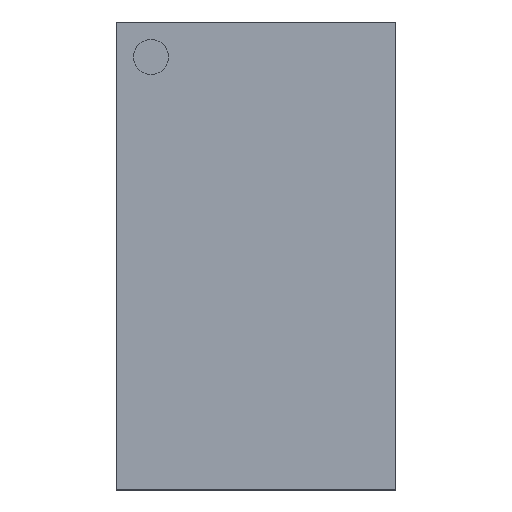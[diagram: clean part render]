
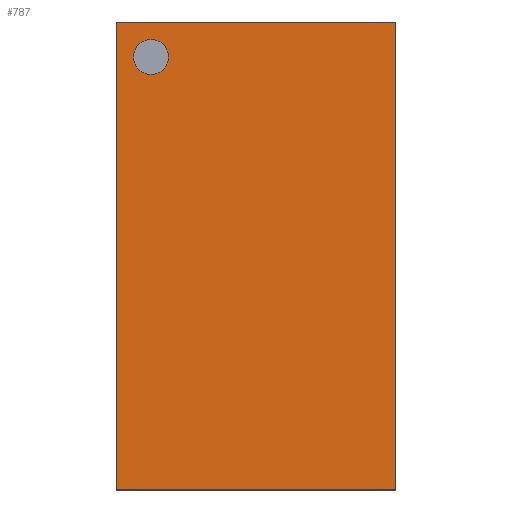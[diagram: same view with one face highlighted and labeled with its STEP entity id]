
A CAD part, top view. The second image highlights one B-rep face of the part: STEP entity #787.
In plain terms, the highlighted planar face has unit normal (0, 0, 1).
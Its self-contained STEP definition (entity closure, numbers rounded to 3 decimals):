
#598 = VERTEX_POINT('',#599);
#599 = CARTESIAN_POINT('',(-1.088,-1.818,0.492));
#606 = PLANE('',#607);
#607 = AXIS2_PLACEMENT_3D('',#608,#609,#610);
#608 = CARTESIAN_POINT('',(-1.088,-1.818,0.21));
#609 = DIRECTION('',(1.,0.,0.));
#610 = DIRECTION('',(0.,0.,1.));
#618 = PLANE('',#619);
#619 = AXIS2_PLACEMENT_3D('',#620,#621,#622);
#620 = CARTESIAN_POINT('',(-1.088,-1.818,0.21));
#621 = DIRECTION('',(0.,1.,0.));
#622 = DIRECTION('',(0.,0.,1.));
#659 = VERTEX_POINT('',#660);
#660 = CARTESIAN_POINT('',(-1.088,1.818,0.492));
#674 = PLANE('',#675);
#675 = AXIS2_PLACEMENT_3D('',#676,#677,#678);
#676 = CARTESIAN_POINT('',(-1.088,1.818,0.21));
#677 = DIRECTION('',(0.,1.,0.));
#678 = DIRECTION('',(0.,0.,1.));
#686 = EDGE_CURVE('',#598,#659,#687,.T.);
#687 = SURFACE_CURVE('',#688,(#692,#699),.PCURVE_S1.);
#688 = LINE('',#689,#690);
#689 = CARTESIAN_POINT('',(-1.088,-1.818,0.492));
#690 = VECTOR('',#691,1.);
#691 = DIRECTION('',(0.,1.,0.));
#692 = PCURVE('',#606,#693);
#693 = DEFINITIONAL_REPRESENTATION('',(#694),#698);
#694 = LINE('',#695,#696);
#695 = CARTESIAN_POINT('',(0.282,0.));
#696 = VECTOR('',#697,1.);
#697 = DIRECTION('',(0.,-1.));
#698 = ( GEOMETRIC_REPRESENTATION_CONTEXT(2) 
PARAMETRIC_REPRESENTATION_CONTEXT() REPRESENTATION_CONTEXT('2D SPACE',''
  ) );
#699 = PCURVE('',#700,#705);
#700 = PLANE('',#701);
#701 = AXIS2_PLACEMENT_3D('',#702,#703,#704);
#702 = CARTESIAN_POINT('',(-1.088,-1.818,0.492));
#703 = DIRECTION('',(0.,0.,1.));
#704 = DIRECTION('',(1.,0.,0.));
#705 = DEFINITIONAL_REPRESENTATION('',(#706),#710);
#706 = LINE('',#707,#708);
#707 = CARTESIAN_POINT('',(0.,0.));
#708 = VECTOR('',#709,1.);
#709 = DIRECTION('',(0.,1.));
#710 = ( GEOMETRIC_REPRESENTATION_CONTEXT(2) 
PARAMETRIC_REPRESENTATION_CONTEXT() REPRESENTATION_CONTEXT('2D SPACE',''
  ) );
#739 = EDGE_CURVE('',#598,#740,#742,.T.);
#740 = VERTEX_POINT('',#741);
#741 = CARTESIAN_POINT('',(1.088,-1.818,0.492));
#742 = SURFACE_CURVE('',#743,(#747,#754),.PCURVE_S1.);
#743 = LINE('',#744,#745);
#744 = CARTESIAN_POINT('',(-1.088,-1.818,0.492));
#745 = VECTOR('',#746,1.);
#746 = DIRECTION('',(1.,0.,0.));
#747 = PCURVE('',#618,#748);
#748 = DEFINITIONAL_REPRESENTATION('',(#749),#753);
#749 = LINE('',#750,#751);
#750 = CARTESIAN_POINT('',(0.282,0.));
#751 = VECTOR('',#752,1.);
#752 = DIRECTION('',(0.,1.));
#753 = ( GEOMETRIC_REPRESENTATION_CONTEXT(2) 
PARAMETRIC_REPRESENTATION_CONTEXT() REPRESENTATION_CONTEXT('2D SPACE',''
  ) );
#754 = PCURVE('',#700,#755);
#755 = DEFINITIONAL_REPRESENTATION('',(#756),#760);
#756 = LINE('',#757,#758);
#757 = CARTESIAN_POINT('',(0.,0.));
#758 = VECTOR('',#759,1.);
#759 = DIRECTION('',(1.,0.));
#760 = ( GEOMETRIC_REPRESENTATION_CONTEXT(2) 
PARAMETRIC_REPRESENTATION_CONTEXT() REPRESENTATION_CONTEXT('2D SPACE',''
  ) );
#776 = PLANE('',#777);
#777 = AXIS2_PLACEMENT_3D('',#778,#779,#780);
#778 = CARTESIAN_POINT('',(1.088,-1.818,0.21));
#779 = DIRECTION('',(1.,0.,0.));
#780 = DIRECTION('',(0.,0.,1.));
#787 = ADVANCED_FACE('',(#788,#836),#700,.T.);
#788 = FACE_BOUND('',#789,.T.);
#789 = EDGE_LOOP('',(#790,#791,#792,#815));
#790 = ORIENTED_EDGE('',*,*,#686,.F.);
#791 = ORIENTED_EDGE('',*,*,#739,.T.);
#792 = ORIENTED_EDGE('',*,*,#793,.T.);
#793 = EDGE_CURVE('',#740,#794,#796,.T.);
#794 = VERTEX_POINT('',#795);
#795 = CARTESIAN_POINT('',(1.088,1.818,0.492));
#796 = SURFACE_CURVE('',#797,(#801,#808),.PCURVE_S1.);
#797 = LINE('',#798,#799);
#798 = CARTESIAN_POINT('',(1.088,-1.818,0.492));
#799 = VECTOR('',#800,1.);
#800 = DIRECTION('',(0.,1.,0.));
#801 = PCURVE('',#700,#802);
#802 = DEFINITIONAL_REPRESENTATION('',(#803),#807);
#803 = LINE('',#804,#805);
#804 = CARTESIAN_POINT('',(2.175,0.));
#805 = VECTOR('',#806,1.);
#806 = DIRECTION('',(0.,1.));
#807 = ( GEOMETRIC_REPRESENTATION_CONTEXT(2) 
PARAMETRIC_REPRESENTATION_CONTEXT() REPRESENTATION_CONTEXT('2D SPACE',''
  ) );
#808 = PCURVE('',#776,#809);
#809 = DEFINITIONAL_REPRESENTATION('',(#810),#814);
#810 = LINE('',#811,#812);
#811 = CARTESIAN_POINT('',(0.282,0.));
#812 = VECTOR('',#813,1.);
#813 = DIRECTION('',(0.,-1.));
#814 = ( GEOMETRIC_REPRESENTATION_CONTEXT(2) 
PARAMETRIC_REPRESENTATION_CONTEXT() REPRESENTATION_CONTEXT('2D SPACE',''
  ) );
#815 = ORIENTED_EDGE('',*,*,#816,.F.);
#816 = EDGE_CURVE('',#659,#794,#817,.T.);
#817 = SURFACE_CURVE('',#818,(#822,#829),.PCURVE_S1.);
#818 = LINE('',#819,#820);
#819 = CARTESIAN_POINT('',(-1.088,1.818,0.492));
#820 = VECTOR('',#821,1.);
#821 = DIRECTION('',(1.,0.,0.));
#822 = PCURVE('',#700,#823);
#823 = DEFINITIONAL_REPRESENTATION('',(#824),#828);
#824 = LINE('',#825,#826);
#825 = CARTESIAN_POINT('',(0.,3.635));
#826 = VECTOR('',#827,1.);
#827 = DIRECTION('',(1.,0.));
#828 = ( GEOMETRIC_REPRESENTATION_CONTEXT(2) 
PARAMETRIC_REPRESENTATION_CONTEXT() REPRESENTATION_CONTEXT('2D SPACE',''
  ) );
#829 = PCURVE('',#674,#830);
#830 = DEFINITIONAL_REPRESENTATION('',(#831),#835);
#831 = LINE('',#832,#833);
#832 = CARTESIAN_POINT('',(0.282,0.));
#833 = VECTOR('',#834,1.);
#834 = DIRECTION('',(0.,1.));
#835 = ( GEOMETRIC_REPRESENTATION_CONTEXT(2) 
PARAMETRIC_REPRESENTATION_CONTEXT() REPRESENTATION_CONTEXT('2D SPACE',''
  ) );
#836 = FACE_BOUND('',#837,.T.);
#837 = EDGE_LOOP('',(#838));
#838 = ORIENTED_EDGE('',*,*,#839,.F.);
#839 = EDGE_CURVE('',#840,#840,#842,.T.);
#840 = VERTEX_POINT('',#841);
#841 = CARTESIAN_POINT('',(-0.68,1.546,0.492));
#842 = SURFACE_CURVE('',#843,(#848,#855),.PCURVE_S1.);
#843 = CIRCLE('',#844,0.136);
#844 = AXIS2_PLACEMENT_3D('',#845,#846,#847);
#845 = CARTESIAN_POINT('',(-0.816,1.546,0.492));
#846 = DIRECTION('',(0.,0.,1.));
#847 = DIRECTION('',(1.,0.,0.));
#848 = PCURVE('',#700,#849);
#849 = DEFINITIONAL_REPRESENTATION('',(#850),#854);
#850 = CIRCLE('',#851,0.136);
#851 = AXIS2_PLACEMENT_2D('',#852,#853);
#852 = CARTESIAN_POINT('',(0.272,3.363));
#853 = DIRECTION('',(1.,0.));
#854 = ( GEOMETRIC_REPRESENTATION_CONTEXT(2) 
PARAMETRIC_REPRESENTATION_CONTEXT() REPRESENTATION_CONTEXT('2D SPACE',''
  ) );
#855 = PCURVE('',#856,#861);
#856 = CYLINDRICAL_SURFACE('',#857,0.136);
#857 = AXIS2_PLACEMENT_3D('',#858,#859,#860);
#858 = CARTESIAN_POINT('',(-0.816,1.546,0.443));
#859 = DIRECTION('',(0.,0.,1.));
#860 = DIRECTION('',(1.,0.,0.));
#861 = DEFINITIONAL_REPRESENTATION('',(#862),#866);
#862 = LINE('',#863,#864);
#863 = CARTESIAN_POINT('',(0.,0.049));
#864 = VECTOR('',#865,1.);
#865 = DIRECTION('',(1.,0.));
#866 = ( GEOMETRIC_REPRESENTATION_CONTEXT(2) 
PARAMETRIC_REPRESENTATION_CONTEXT() REPRESENTATION_CONTEXT('2D SPACE',''
  ) );
